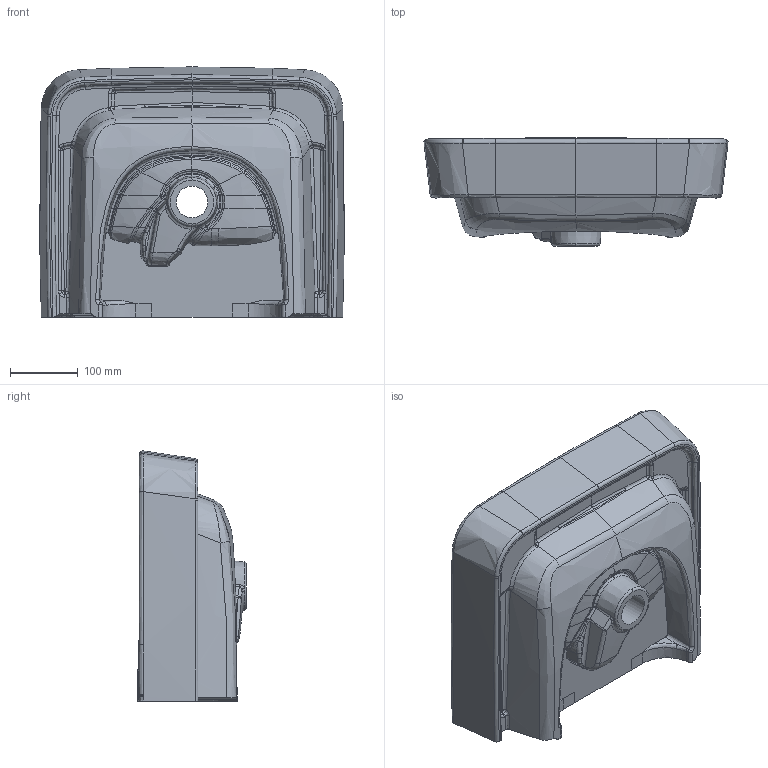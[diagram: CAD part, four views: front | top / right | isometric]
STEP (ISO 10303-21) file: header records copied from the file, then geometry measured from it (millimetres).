
FILE_DESCRIPTION(/* description */ (''),/* implementation_level */ '2;1');
FILE_NAME(/* name */ '434450.stp',/* time_stamp */ '2020-03-25T14:33:35+01:00',/* author */ (''),/* organization */ (''),/* preprocessor_version */ 'ST-DEVELOPER v16.7',/* originating_system */ 'SIEMENS PLM Software NX 1863',/* authorisation */ '');
FILE_SCHEMA (('AUTOMOTIVE_DESIGN { 1 0 10303 214 3 1 1 1 }'));
Products named in the file (1): Sier1B746D55qmne
Bounding box: 449.39 x 160.51 x 369.43 mm (x, y, z)
Volume: 9875020.3 mm3; surface area: 598585.5 mm2
Topology: 1 solids, 1 shells, 469 faces, 1156 edges, 675 vertices
Faces by surface type: bspline 427, plane 16, sphere 14, cylinder 8, cone 3, torus 1
Full cylindrical faces by diameter (mm): 25 x1, 47 x1
Entity records: 40440 total; most frequent: CARTESIAN_POINT 32847, ORIENTED_EDGE 2264, EDGE_CURVE 1132, B_SPLINE_CURVE_WITH_KNOTS 892, VERTEX_POINT 671, DIRECTION 518, EDGE_LOOP 477, ADVANCED_FACE 469
